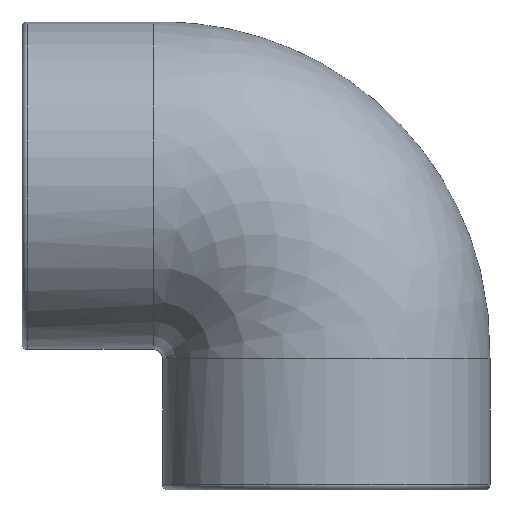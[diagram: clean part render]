
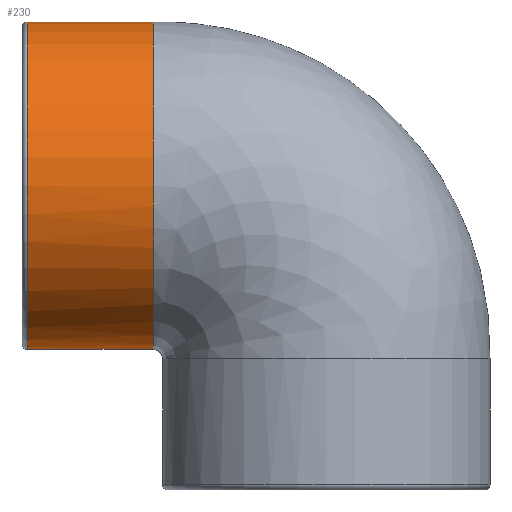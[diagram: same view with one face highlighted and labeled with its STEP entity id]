
A CAD part, left-side view. The second image highlights one B-rep face of the part: STEP entity #230.
In plain terms, the highlighted cylindrical face has radius 45.5 mm (diameter 91 mm), a full revolution.
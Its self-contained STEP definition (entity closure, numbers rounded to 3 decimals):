
#23=CYLINDRICAL_SURFACE($,#247,45.5);
#28=FACE_BOUND($,#52,.T.);
#42=FACE_OUTER_BOUND($,#51,.T.);
#51=EDGE_LOOP($,(#165,#166,#167,#168,#169,#170,#171));
#52=EDGE_LOOP($,(#172));
#72=CIRCLE($,#246,45.5);
#73=CIRCLE($,#248,45.5);
#74=CIRCLE($,#249,45.5);
#75=CIRCLE($,#250,45.5);
#76=CIRCLE($,#251,45.5);
#77=CIRCLE($,#252,45.5);
#78=CIRCLE($,#253,45.5);
#79=CIRCLE($,#254,45.5);
#102=VERTEX_POINT($,#370);
#103=VERTEX_POINT($,#373);
#104=VERTEX_POINT($,#374);
#105=VERTEX_POINT($,#376);
#106=VERTEX_POINT($,#378);
#107=VERTEX_POINT($,#380);
#108=VERTEX_POINT($,#382);
#109=VERTEX_POINT($,#384);
#132=EDGE_CURVE($,#102,#102,#72,.T.);
#133=EDGE_CURVE($,#103,#104,#73,.T.);
#134=EDGE_CURVE($,#104,#105,#74,.T.);
#135=EDGE_CURVE($,#105,#106,#75,.T.);
#136=EDGE_CURVE($,#106,#107,#76,.T.);
#137=EDGE_CURVE($,#107,#108,#77,.T.);
#138=EDGE_CURVE($,#108,#109,#78,.T.);
#139=EDGE_CURVE($,#109,#103,#79,.T.);
#165=ORIENTED_EDGE($,*,*,#133,.T.);
#166=ORIENTED_EDGE($,*,*,#134,.T.);
#167=ORIENTED_EDGE($,*,*,#135,.T.);
#168=ORIENTED_EDGE($,*,*,#136,.T.);
#169=ORIENTED_EDGE($,*,*,#137,.T.);
#170=ORIENTED_EDGE($,*,*,#138,.T.);
#171=ORIENTED_EDGE($,*,*,#139,.T.);
#172=ORIENTED_EDGE($,*,*,#132,.F.);
#230=ADVANCED_FACE($,(#42,#28),#23,.T.);
#246=AXIS2_PLACEMENT_3D($,#371,#290,#291);
#247=AXIS2_PLACEMENT_3D($,#372,#292,#293);
#248=AXIS2_PLACEMENT_3D($,#375,#294,#295);
#249=AXIS2_PLACEMENT_3D($,#377,#296,#297);
#250=AXIS2_PLACEMENT_3D($,#379,#298,#299);
#251=AXIS2_PLACEMENT_3D($,#381,#300,#301);
#252=AXIS2_PLACEMENT_3D($,#383,#302,#303);
#253=AXIS2_PLACEMENT_3D($,#385,#304,#305);
#254=AXIS2_PLACEMENT_3D($,#386,#306,#307);
#290=DIRECTION('center_axis',(0.,1.,0.));
#291=DIRECTION('ref_axis',(-1.,0.,0.));
#292=DIRECTION('center_axis',(0.,1.,0.));
#293=DIRECTION('ref_axis',(-1.,0.,0.));
#294=DIRECTION('center_axis',(0.,1.,0.));
#295=DIRECTION('ref_axis',(-1.,0.,0.));
#296=DIRECTION('center_axis',(0.,1.,0.));
#297=DIRECTION('ref_axis',(-1.,0.,0.));
#298=DIRECTION('center_axis',(0.,1.,0.));
#299=DIRECTION('ref_axis',(-1.,0.,0.));
#300=DIRECTION('center_axis',(0.,1.,0.));
#301=DIRECTION('ref_axis',(-1.,0.,0.));
#302=DIRECTION('center_axis',(0.,1.,0.));
#303=DIRECTION('ref_axis',(-1.,0.,0.));
#304=DIRECTION('center_axis',(0.,1.,0.));
#305=DIRECTION('ref_axis',(-1.,0.,0.));
#306=DIRECTION('center_axis',(0.,1.,0.));
#307=DIRECTION('ref_axis',(-1.,0.,0.));
#370=CARTESIAN_POINT('',(45.5,83.,84.5));
#371=CARTESIAN_POINT('Origin',(0.,83.,84.5));
#372=CARTESIAN_POINT('Origin',(0.,84.5,84.5));
#373=CARTESIAN_POINT('',(45.5,48.,84.5));
#374=CARTESIAN_POINT('',(42.083,48.,67.201));
#375=CARTESIAN_POINT('Origin',(0.,48.,84.5));
#376=CARTESIAN_POINT('',(31.218,48.,51.399));
#377=CARTESIAN_POINT('Origin',(0.,48.,84.5));
#378=CARTESIAN_POINT('',(-31.218,48.,51.399));
#379=CARTESIAN_POINT('Origin',(0.,48.,84.5));
#380=CARTESIAN_POINT('',(-42.083,48.,67.201));
#381=CARTESIAN_POINT('Origin',(0.,48.,84.5));
#382=CARTESIAN_POINT('',(-45.5,48.,84.5));
#383=CARTESIAN_POINT('Origin',(0.,48.,84.5));
#384=CARTESIAN_POINT('',(0.,48.,130.));
#385=CARTESIAN_POINT('Origin',(0.,48.,84.5));
#386=CARTESIAN_POINT('Origin',(0.,48.,84.5));
